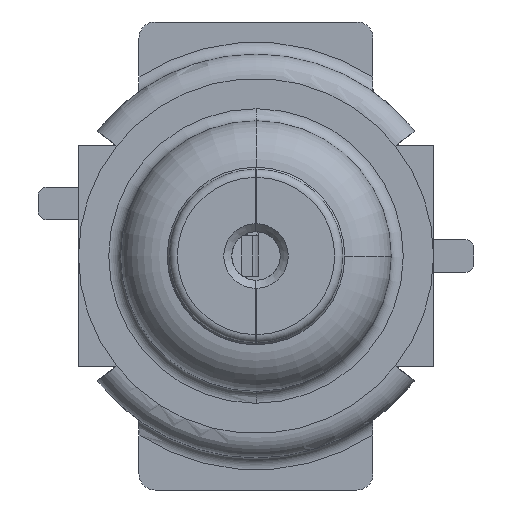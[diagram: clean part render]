
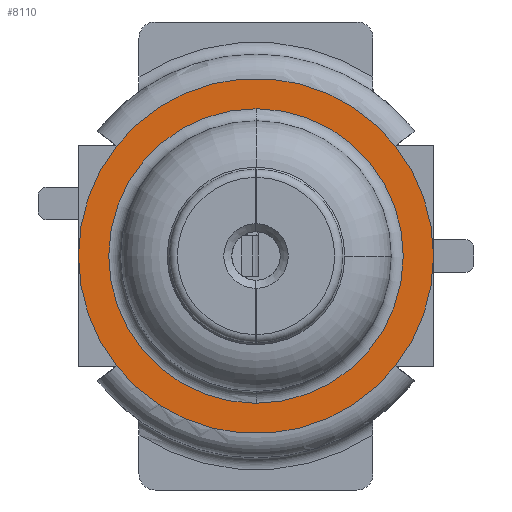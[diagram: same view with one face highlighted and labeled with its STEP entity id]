
A CAD part, front view. The second image highlights one B-rep face of the part: STEP entity #8110.
In plain terms, the highlighted planar face has unit normal (0, -1, 0).
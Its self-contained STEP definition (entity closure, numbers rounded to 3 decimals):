
#329=CARTESIAN_POINT('',(0.,-1.,0.));
#330=DIRECTION('',(0.,1.,0.));
#331=DIRECTION('',(0.785,0.,-0.619));
#332=AXIS2_PLACEMENT_3D('',#329,#330,#331);
#334=CARTESIAN_POINT('',(0.,-1.,0.));
#335=DIRECTION('',(0.,1.,0.));
#336=DIRECTION('',(-0.785,0.,-0.619));
#337=AXIS2_PLACEMENT_3D('',#334,#335,#336);
#339=CARTESIAN_POINT('',(0.,-1.,0.));
#340=DIRECTION('',(0.,1.,0.));
#341=DIRECTION('',(-0.785,0.,0.619));
#342=AXIS2_PLACEMENT_3D('',#339,#340,#341);
#344=CARTESIAN_POINT('',(0.,-1.,0.));
#345=DIRECTION('',(0.,1.,0.));
#346=DIRECTION('',(0.785,0.,0.619));
#347=AXIS2_PLACEMENT_3D('',#344,#345,#346);
#349=CARTESIAN_POINT('',(0.,-1.,0.));
#350=DIRECTION('',(0.,-1.,0.));
#351=DIRECTION('',(0.,0.,1.));
#352=AXIS2_PLACEMENT_3D('',#349,#350,#351);
#354=CARTESIAN_POINT('',(0.,-1.,0.));
#355=DIRECTION('',(0.,-1.,0.));
#356=DIRECTION('',(0.,0.,-1.));
#357=AXIS2_PLACEMENT_3D('',#354,#355,#356);
#683=CARTESIAN_POINT('',(0.,-1.,0.));
#684=DIRECTION('',(0.,1.,0.));
#685=DIRECTION('',(0.,0.,-1.));
#686=AXIS2_PLACEMENT_3D('',#683,#684,#685);
#688=CARTESIAN_POINT('',(0.,-1.,0.));
#689=DIRECTION('',(0.,1.,0.));
#690=DIRECTION('',(0.,0.,1.));
#691=AXIS2_PLACEMENT_3D('',#688,#689,#690);
#6154=CARTESIAN_POINT('',(1.728,-1.,-1.362));
#6155=VERTEX_POINT('',#6154);
#6170=CARTESIAN_POINT('',(-1.728,-1.,-1.362));
#6171=VERTEX_POINT('',#6170);
#6194=CARTESIAN_POINT('',(-1.728,-1.,1.362));
#6195=VERTEX_POINT('',#6194);
#6196=CARTESIAN_POINT('',(1.728,-1.,1.362));
#6197=VERTEX_POINT('',#6196);
#6198=CARTESIAN_POINT('',(0.,-1.,1.825));
#6199=CARTESIAN_POINT('',(-0.021,-1.,-1.825));
#6200=VERTEX_POINT('',#6198);
#6201=VERTEX_POINT('',#6199);
#6202=CARTESIAN_POINT('',(0.,-1.,-1.825));
#6203=CARTESIAN_POINT('',(0.021,-1.,1.825));
#6204=VERTEX_POINT('',#6202);
#6205=VERTEX_POINT('',#6203);
#8087=CARTESIAN_POINT('',(0.,-1.,0.));
#8088=DIRECTION('',(0.,1.,0.));
#8089=DIRECTION('',(0.,0.,1.));
#8090=AXIS2_PLACEMENT_3D('',#8087,#8088,#8089);
#8091=PLANE('',#8090);
#8092=ORIENTED_EDGE('',*,*,#7931,.T.);
#8094=ORIENTED_EDGE('',*,*,#8093,.T.);
#8096=ORIENTED_EDGE('',*,*,#8095,.T.);
#8097=ORIENTED_EDGE('',*,*,#8080,.T.);
#8098=EDGE_LOOP('',(#8092,#8094,#8096,#8097));
#8099=FACE_OUTER_BOUND('',#8098,.F.);
#8101=ORIENTED_EDGE('',*,*,#8100,.T.);
#8103=ORIENTED_EDGE('',*,*,#8102,.F.);
#8105=ORIENTED_EDGE('',*,*,#8104,.T.);
#8107=ORIENTED_EDGE('',*,*,#8106,.F.);
#8108=EDGE_LOOP('',(#8101,#8103,#8105,#8107));
#8109=FACE_BOUND('',#8108,.F.);
#8110=ADVANCED_FACE('',(#8099,#8109),#8091,.F.);
#333=CIRCLE('',#332,2.2);
#338=CIRCLE('',#337,2.2);
#343=CIRCLE('',#342,2.2);
#348=CIRCLE('',#347,2.2);
#353=CIRCLE('',#352,1.825);
#358=CIRCLE('',#357,1.825);
#687=CIRCLE('',#686,1.825);
#692=CIRCLE('',#691,1.825);
#7931=EDGE_CURVE('',#6155,#6171,#333,.T.);
#8080=EDGE_CURVE('',#6197,#6155,#348,.T.);
#8093=EDGE_CURVE('',#6171,#6195,#338,.T.);
#8095=EDGE_CURVE('',#6195,#6197,#343,.T.);
#8100=EDGE_CURVE('',#6200,#6201,#353,.T.);
#8102=EDGE_CURVE('',#6204,#6201,#687,.T.);
#8104=EDGE_CURVE('',#6204,#6205,#358,.T.);
#8106=EDGE_CURVE('',#6200,#6205,#692,.T.);
